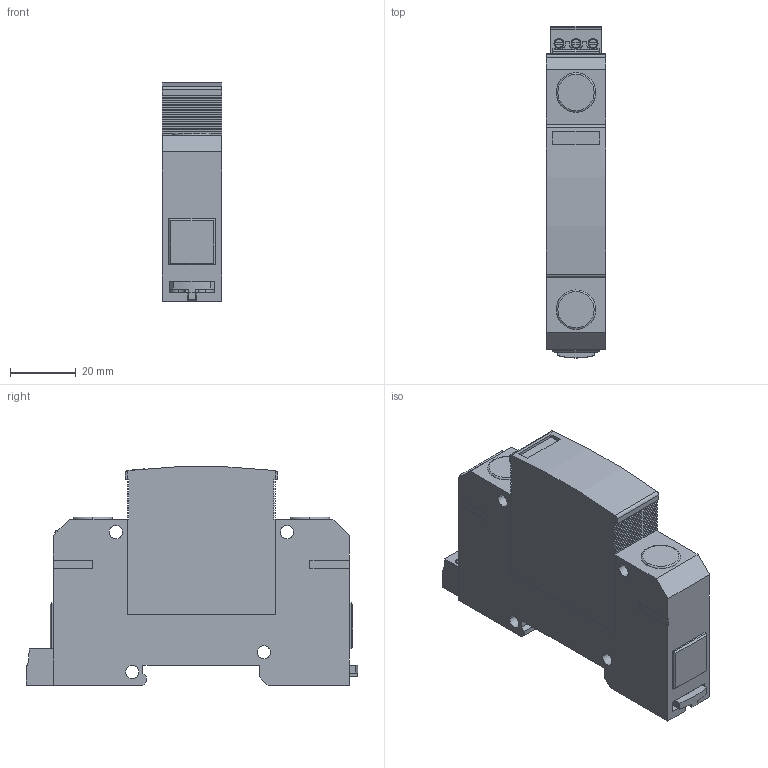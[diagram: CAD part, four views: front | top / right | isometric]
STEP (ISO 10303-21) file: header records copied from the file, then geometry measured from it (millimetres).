
FILE_DESCRIPTION (( 'STEP AP203' ), '1' );
FILE_NAME ('ﾎﾏﾂ-C_NP In 400ﾂ EKF PROxima 1P.STEP', '2016-11-25T12:11:20', ( '' ), ( '' ), 'SwSTEP 2.0', 'SolidWorks 2014', '' );
FILE_SCHEMA (( 'CONFIG_CONTROL_DESIGN' ));
Length unit declared in the file: millimetre
Products named in the file (6): 33; 5; ﾎﾏﾂ-CNP In 400ﾂ EKF PROxima; 櫻蠉錪2; 櫻蠉錪1; ﾎﾏﾂ-C_NP In 400ﾂ EKF PROxima 1P
Assembly tree (5 placements, depth 3):
  ﾎﾏﾂ-C_NP In 400ﾂ EKF PROxima 1P
    5
      33
    ﾎﾏﾂ-CNP In 400ﾂ EKF PROxima
    櫻蠉錪2
    櫻蠉錪1
Bounding box: 18 x 100.9 x 66.36 mm (x, y, z)
Volume: 90181.3 mm3; surface area: 20418.1 mm2
Topology: 4 solids, 4 shells, 399 faces, 1080 edges, 711 vertices
Faces by surface type: plane 333, cylinder 47, bspline 9, cone 6, torus 4
Entity records: 13166 total; most frequent: CARTESIAN_POINT 2421, ORIENTED_EDGE 2160, DIRECTION 1998, EDGE_CURVE 1080, LINE 918, VECTOR 918, VERTEX_POINT 711, AXIS2_PLACEMENT_3D 540
